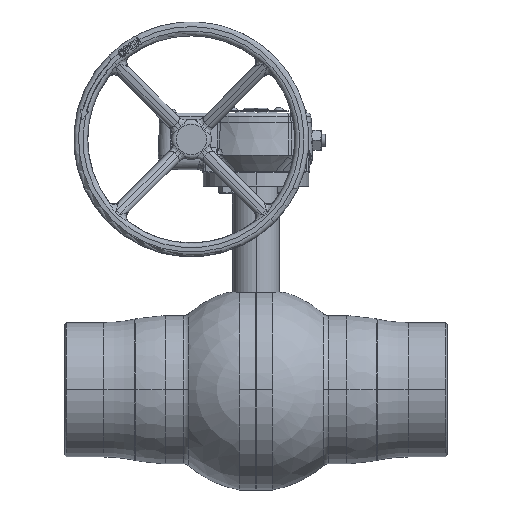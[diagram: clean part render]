
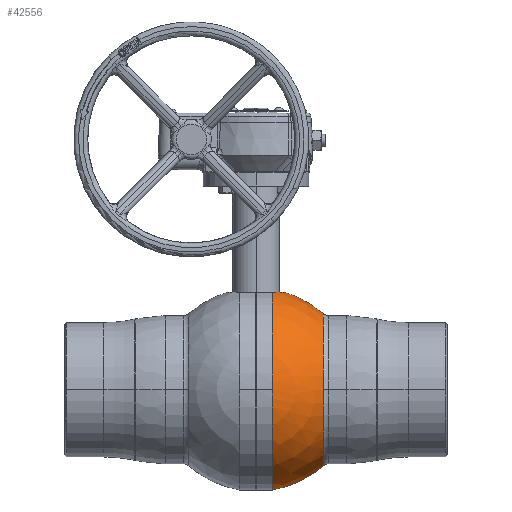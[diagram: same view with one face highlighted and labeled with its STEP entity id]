
A CAD part, top view. The second image highlights one B-rep face of the part: STEP entity #42556.
In plain terms, the highlighted spherical face has radius 86.35 mm.
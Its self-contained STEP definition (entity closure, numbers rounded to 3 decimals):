
#2786 = EDGE_CURVE ( 'NONE', #41250, #22678, #8582, .T. ) ;
#2932 = AXIS2_PLACEMENT_3D ( 'NONE', #15834, #26938, #16296 ) ;
#3001 = AXIS2_PLACEMENT_3D ( 'NONE', #28899, #6676, #39316 ) ;
#4461 = CARTESIAN_POINT ( 'NONE',  ( 0., 71.142, 0. ) ) ;
#5312 = FACE_OUTER_BOUND ( 'NONE', #38114, .T. ) ;
#6019 = SPHERICAL_SURFACE ( 'NONE', #26395, 86.35 ) ;
#6676 = DIRECTION ( 'NONE',  ( -1., 0., 0. ) ) ;
#7788 = CARTESIAN_POINT ( 'NONE',  ( 57.26, 6.508, 0. ) ) ;
#8257 = CIRCLE ( 'NONE', #43767, 86.35 ) ;
#8582 = CIRCLE ( 'NONE', #22939, 64.635 ) ;
#9250 = CARTESIAN_POINT ( 'NONE',  ( 57.26, 71.142, 0. ) ) ;
#9666 = EDGE_CURVE ( 'NONE', #10191, #13827, #33379, .T. ) ;
#9754 = AXIS2_PLACEMENT_3D ( 'NONE', #29703, #44121, #29933 ) ;
#10191 = VERTEX_POINT ( 'NONE', #15133 ) ;
#11299 = CARTESIAN_POINT ( 'NONE',  ( 0., 153.99, 0. ) ) ;
#11486 = AXIS2_PLACEMENT_3D ( 'NONE', #11299, #36810, #29257 ) ;
#11791 = DIRECTION ( 'NONE',  ( 0., 0., 1. ) ) ;
#12559 = DIRECTION ( 'NONE',  ( 1., 0., 0. ) ) ;
#12648 = DIRECTION ( 'NONE',  ( 0., -1., 0. ) ) ;
#13126 = DIRECTION ( 'NONE',  ( 0., 0., -1. ) ) ;
#13827 = VERTEX_POINT ( 'NONE', #37963 ) ;
#15133 = CARTESIAN_POINT ( 'NONE',  ( 13.863, 153.99, 20.012 ) ) ;
#15834 = CARTESIAN_POINT ( 'NONE',  ( 13.863, 71.142, 0. ) ) ;
#16296 = DIRECTION ( 'NONE',  ( 0., 0., -1. ) ) ;
#17293 = CIRCLE ( 'NONE', #2932, 85.23 ) ;
#18851 = AXIS2_PLACEMENT_3D ( 'NONE', #9250, #12559, #44941 ) ;
#18907 = DIRECTION ( 'NONE',  ( 1., 0., 0. ) ) ;
#19638 = VERTEX_POINT ( 'NONE', #37535 ) ;
#20165 = ORIENTED_EDGE ( 'NONE', *, *, #26455, .F. ) ;
#20929 = ORIENTED_EDGE ( 'NONE', *, *, #46287, .T. ) ;
#21454 = DIRECTION ( 'NONE',  ( 0., 0., 1. ) ) ;
#22678 = VERTEX_POINT ( 'NONE', #7788 ) ;
#22828 = CARTESIAN_POINT ( 'NONE',  ( 57.26, 71.142, 64.635 ) ) ;
#22939 = AXIS2_PLACEMENT_3D ( 'NONE', #31844, #24757, #21454 ) ;
#24005 = ORIENTED_EDGE ( 'NONE', *, *, #9666, .F. ) ;
#24093 = CIRCLE ( 'NONE', #9754, 86.35 ) ;
#24757 = DIRECTION ( 'NONE',  ( 1., 0., 0. ) ) ;
#24928 = CIRCLE ( 'NONE', #3001, 85.23 ) ;
#25070 = EDGE_CURVE ( 'NONE', #33494, #10191, #17293, .T. ) ;
#25085 = ORIENTED_EDGE ( 'NONE', *, *, #45953, .F. ) ;
#26395 = AXIS2_PLACEMENT_3D ( 'NONE', #45032, #13126, #12648 ) ;
#26455 = EDGE_CURVE ( 'NONE', #39848, #41250, #31699, .T. ) ;
#26938 = DIRECTION ( 'NONE',  ( -1., 0., 0. ) ) ;
#28899 = CARTESIAN_POINT ( 'NONE',  ( 13.863, 71.142, 0. ) ) ;
#29257 = DIRECTION ( 'NONE',  ( 0., 0., -1. ) ) ;
#29381 = ORIENTED_EDGE ( 'NONE', *, *, #45536, .F. ) ;
#29585 = ORIENTED_EDGE ( 'NONE', *, *, #25070, .F. ) ;
#29703 = CARTESIAN_POINT ( 'NONE',  ( 0., 71.142, 0. ) ) ;
#29933 = DIRECTION ( 'NONE',  ( 0., 1., 0. ) ) ;
#31699 = CIRCLE ( 'NONE', #18851, 64.635 ) ;
#31844 = CARTESIAN_POINT ( 'NONE',  ( 57.26, 71.142, 0. ) ) ;
#33379 = CIRCLE ( 'NONE', #11486, 24.344 ) ;
#33494 = VERTEX_POINT ( 'NONE', #35523 ) ;
#35523 = CARTESIAN_POINT ( 'NONE',  ( 13.863, 71.142, 85.23 ) ) ;
#36576 = ORIENTED_EDGE ( 'NONE', *, *, #2786, .F. ) ;
#36810 = DIRECTION ( 'NONE',  ( 0., 1., 0. ) ) ;
#37535 = CARTESIAN_POINT ( 'NONE',  ( 13.863, -14.088, 0. ) ) ;
#37963 = CARTESIAN_POINT ( 'NONE',  ( 24.344, 153.99, 0. ) ) ;
#38114 = EDGE_LOOP ( 'NONE', ( #29381, #24005, #29585, #25085, #20929, #36576, #20165 ) ) ;
#39316 = DIRECTION ( 'NONE',  ( 0., 0., -1. ) ) ;
#39848 = VERTEX_POINT ( 'NONE', #44197 ) ;
#41250 = VERTEX_POINT ( 'NONE', #22828 ) ;
#42556 = ADVANCED_FACE ( 'NONE', ( #5312 ), #6019, .T. ) ;
#43767 = AXIS2_PLACEMENT_3D ( 'NONE', #4461, #11791, #18907 ) ;
#44121 = DIRECTION ( 'NONE',  ( 0., 0., -1. ) ) ;
#44197 = CARTESIAN_POINT ( 'NONE',  ( 57.26, 135.777, 0. ) ) ;
#44941 = DIRECTION ( 'NONE',  ( 0., 0., 1. ) ) ;
#45032 = CARTESIAN_POINT ( 'NONE',  ( 0., 71.142, 0. ) ) ;
#45536 = EDGE_CURVE ( 'NONE', #13827, #39848, #24093, .T. ) ;
#45953 = EDGE_CURVE ( 'NONE', #19638, #33494, #24928, .T. ) ;
#46287 = EDGE_CURVE ( 'NONE', #19638, #22678, #8257, .T. ) ;
